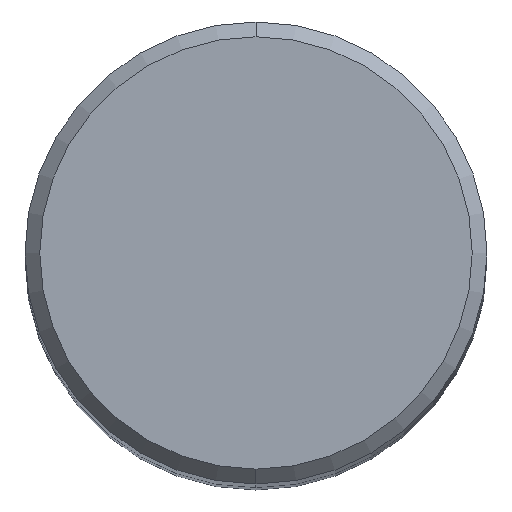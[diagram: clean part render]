
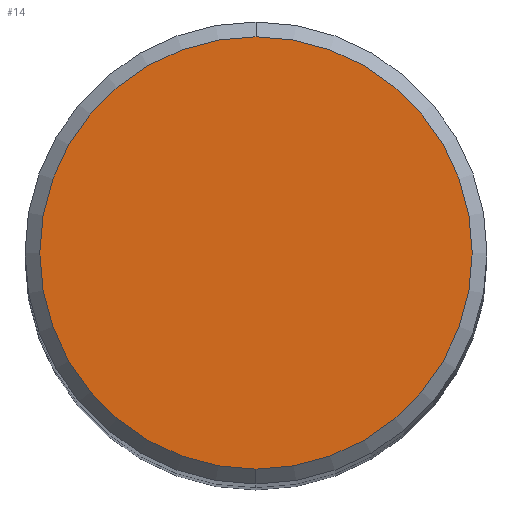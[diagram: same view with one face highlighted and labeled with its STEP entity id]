
A CAD part, top view. The second image highlights one B-rep face of the part: STEP entity #14.
In plain terms, the highlighted planar face has unit normal (0, 0, 1).
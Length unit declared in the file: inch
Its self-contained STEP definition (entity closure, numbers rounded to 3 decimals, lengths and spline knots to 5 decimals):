
#10 = CARTESIAN_POINT ( 'NONE',  ( 0., 0., 0. ) ) ;
#14 = ADVANCED_FACE ( 'NONE', ( #258 ), #315, .F. ) ;
#28 = DIRECTION ( 'NONE',  ( 0., 1., 0. ) ) ;
#39 = CIRCLE ( 'NONE', #314, 0.2925 ) ;
#49 = EDGE_CURVE ( 'NONE', #224, #58, #211, .T. ) ;
#56 = CARTESIAN_POINT ( 'NONE',  ( 0., 0.2925, 0. ) ) ;
#58 = VERTEX_POINT ( 'NONE', #56 ) ;
#60 = CARTESIAN_POINT ( 'NONE',  ( 0., 0., 0. ) ) ;
#114 = CARTESIAN_POINT ( 'NONE',  ( 0., 0.2925, 0. ) ) ;
#127 = DIRECTION ( 'NONE',  ( 0., 0., 1. ) ) ;
#133 = AXIS2_PLACEMENT_3D ( 'NONE', #60, #143, #246 ) ;
#135 = EDGE_CURVE ( 'NONE', #58, #224, #39, .T. ) ;
#143 = DIRECTION ( 'NONE',  ( 0., 0., 1. ) ) ;
#211 = CIRCLE ( 'NONE', #133, 0.2925 ) ;
#217 = ORIENTED_EDGE ( 'NONE', *, *, #49, .T. ) ;
#220 = DIRECTION ( 'NONE',  ( 0., 0., -1. ) ) ;
#224 = VERTEX_POINT ( 'NONE', #302 ) ;
#231 = DIRECTION ( 'NONE',  ( 0., -1., 0. ) ) ;
#246 = DIRECTION ( 'NONE',  ( 0., -1., 0. ) ) ;
#258 = FACE_OUTER_BOUND ( 'NONE', #292, .T. ) ;
#292 = EDGE_LOOP ( 'NONE', ( #319, #217 ) ) ;
#302 = CARTESIAN_POINT ( 'NONE',  ( 0., -0.2925, 0. ) ) ;
#314 = AXIS2_PLACEMENT_3D ( 'NONE', #10, #127, #231 ) ;
#315 = PLANE ( 'NONE',  #390 ) ;
#319 = ORIENTED_EDGE ( 'NONE', *, *, #135, .T. ) ;
#390 = AXIS2_PLACEMENT_3D ( 'NONE', #114, #220, #28 ) ;
